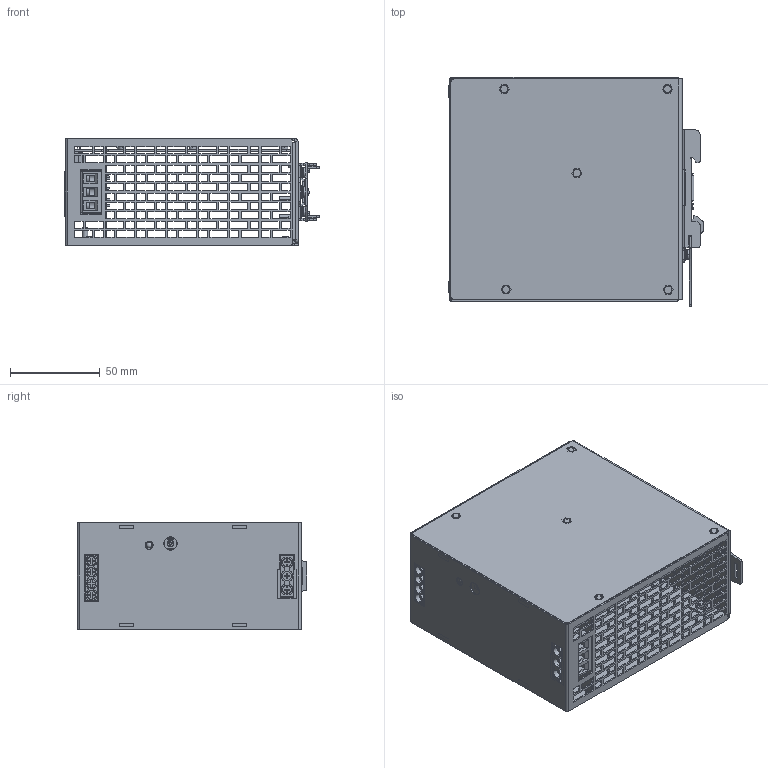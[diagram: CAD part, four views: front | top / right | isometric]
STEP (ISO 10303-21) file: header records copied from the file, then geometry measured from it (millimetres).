
FILE_DESCRIPTION((''),'2;1');
FILE_NAME('NLD_480_II_ZB_ASM','2024-10-11T14:23:37',('M00031771'),(''),'CREO PARAMETRIC BY PTC INC, 2017110','CREO PARAMETRIC BY PTC INC, 2017110','');
FILE_SCHEMA(('CONFIG_CONTROL_DESIGN','GEOMETRIC_VALIDATION_PROPERTIES_MIM'));
Products named in the file (47): R29242730-LJZ; ES-M3-ZC; BSO-M3-6-ZC; R29242730-LJ_A01_ASM; R29242731-LJZ; R29242731-LJ_A01_ASM; R29242732-LJZ; R29242732-LJ_A01_ASM; OPEN_CASCADE_STEP_TRANSLAT-1147; IPD24480-M1-M2-NLD2_ASM; OPEN_CASCADIPD24480-NLD2-M2; OPEN_CASCADIPD24480-NLD2-M2_ASM; BIPD24480-NLD2-M2_ASM; OPEN_CASCADE_STEP_TRANSLAT-9988; OPEN_CASCADE_STEP_TRANSLA-13621; OPEN_CASCADE_STEP_TRANSLA-14134; OPEN_CASCADE_STEP_TRANSLA-14647; OPEN_CASCADE_STEP_TRANSLA-15160; R30042693_ASM; CN4_ASM; OPEN_CASCADE_STEP_TRANSLA-15731; OPEN_CASCADE_STEP_TRANSLA-18635; OPEN_CASCADE_STEP_TRANSLA-19148; OPEN_CASCADE_STEP_TRANSLA-19661; R30042444_ASM; CN1_ASM; THT-2-7-8X2_5X10_9; CN3_ASM; CN2_ASM; PIPD24480-NLD2-M2_ASM; IPD24480-NLD2-M2_ASM; LEDC2-2_54-6_5X4_6X7_4; LED1_ASM; RP3-5X2_5-6_5X5X7_1A_1; RP1_ASM_1_ASM; PCB-0516-ZP_ASM; R29240608-LJ; R29240608-LJ_ASM; R29240607-LJ; R29240607-LJ_ASM ...
Assembly tree (68 placements, depth 7):
  NLD_480_II_ZB_ASM
    R29242730-LJ_A01_ASM
      R29242730-LJZ
      ES-M3-ZC  x5
      BSO-M3-6-ZC  x5
    R29242731-LJ_A01_ASM
      R29242731-LJZ
    R29242732-LJ_A01_ASM
      R29242732-LJZ
    PCB-0516-ZP_ASM
      IPD24480-M1-M2-NLD2_ASM
        OPEN_CASCADE_STEP_TRANSLAT-1147
      IPD24480-NLD2-M2_ASM
        PIPD24480-NLD2-M2_ASM
          BIPD24480-NLD2-M2_ASM
            OPEN_CASCADIPD24480-NLD2-M2_ASM
              OPEN_CASCADIPD24480-NLD2-M2
          CN4_ASM
            R30042693_ASM
              OPEN_CASCADE_STEP_TRANSLAT-9988
              OPEN_CASCADE_STEP_TRANSLA-13621
              OPEN_CASCADE_STEP_TRANSLA-14134
              OPEN_CASCADE_STEP_TRANSLA-14647
              OPEN_CASCADE_STEP_TRANSLA-15160
          CN1_ASM
            R30042444_ASM
              OPEN_CASCADE_STEP_TRANSLA-15731
              OPEN_CASCADE_STEP_TRANSLA-18635
              OPEN_CASCADE_STEP_TRANSLA-19148
              OPEN_CASCADE_STEP_TRANSLA-19661
          CN3_ASM
            THT-2-7-8X2_5X10_9
          CN2_ASM
            THT-2-7-8X2_5X10_9
      LED1_ASM
        LEDC2-2_54-6_5X4_6X7_4
      RP1_ASM_1_ASM
        RP3-5X2_5-6_5X5X7_1A_1
    DRP072-BANJINDAOGUI2_ASM
      R29240608-LJ_ASM
        R29240608-LJ
      R29240607-LJ_ASM
        R29240607-LJ
      DRP072S-TANHUANG
    GB13806-92-B_M3X5  x8
    GB9074_4-88_M3X6  x3
    GB13806-92-B_M3X10  x5
    MIAN_MO_480
Bounding box: 141.95 x 128 x 60 mm (x, y, z)
Volume: 121583.1 mm3; surface area: 198070.7 mm2
Topology: 48 solids, 54 shells, 3822 faces, 10567 edges, 6889 vertices
Faces by surface type: plane 2849, cylinder 796, cone 116, torus 26, bspline 20, sphere 15
Entity records: 138913 total; most frequent: CARTESIAN_POINT 23154, ORIENTED_EDGE 17894, DIRECTION 17143, EDGE_CURVE 8967, PRESENTATION_STYLE_ASSIGNMENT 8807, STYLED_ITEM 8630, CURVE_STYLE 8569, VECTOR 7385
